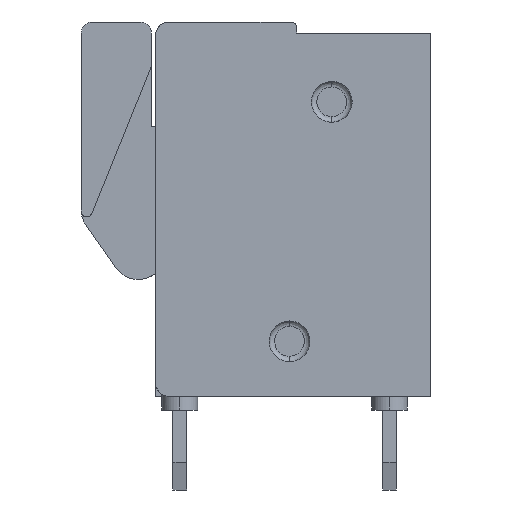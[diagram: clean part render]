
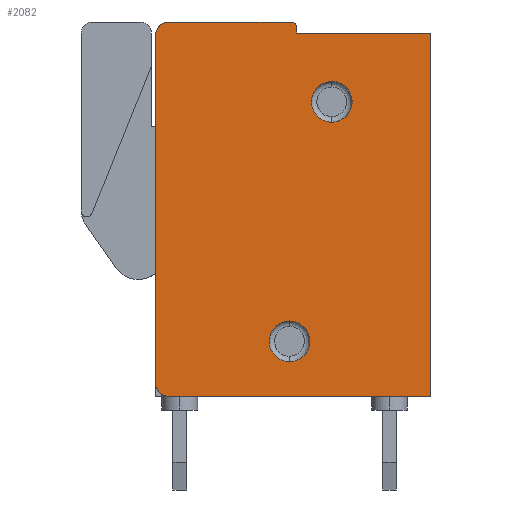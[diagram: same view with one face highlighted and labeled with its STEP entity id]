
A CAD part, left-side view. The second image highlights one B-rep face of the part: STEP entity #2082.
In plain terms, the highlighted planar face has unit normal (-1, 0, 0).
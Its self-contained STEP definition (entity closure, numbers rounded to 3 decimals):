
#53=FACE_BOUND('',#2904,.T.);
#54=FACE_BOUND('',#2905,.T.);
#710=(
BOUNDED_CURVE()
B_SPLINE_CURVE(2,(#21456,#21457,#21458),.UNSPECIFIED.,.F.,.F.)
B_SPLINE_CURVE_WITH_KNOTS((3,3),(0.,0.785),.UNSPECIFIED.)
CURVE()
GEOMETRIC_REPRESENTATION_ITEM()
RATIONAL_B_SPLINE_CURVE((1.,0.707,1.))
REPRESENTATION_ITEM('')
);
#711=(
BOUNDED_CURVE()
B_SPLINE_CURVE(2,(#21465,#21466,#21467),.UNSPECIFIED.,.F.,.F.)
B_SPLINE_CURVE_WITH_KNOTS((3,3),(0.,0.314),.UNSPECIFIED.)
CURVE()
GEOMETRIC_REPRESENTATION_ITEM()
RATIONAL_B_SPLINE_CURVE((1.,0.707,1.))
REPRESENTATION_ITEM('')
);
#712=(
BOUNDED_CURVE()
B_SPLINE_CURVE(2,(#21470,#21471,#21472),.UNSPECIFIED.,.F.,.F.)
B_SPLINE_CURVE_WITH_KNOTS((3,3),(0.,0.785),.UNSPECIFIED.)
CURVE()
GEOMETRIC_REPRESENTATION_ITEM()
RATIONAL_B_SPLINE_CURVE((1.,0.707,1.))
REPRESENTATION_ITEM('')
);
#713=(
BOUNDED_CURVE()
B_SPLINE_CURVE(2,(#21477,#21478,#21479,#21480,#21481),.UNSPECIFIED.,.F.,
 .F.)
B_SPLINE_CURVE_WITH_KNOTS((3,2,3),(-2.325,-1.162,0.),
 .UNSPECIFIED.)
CURVE()
GEOMETRIC_REPRESENTATION_ITEM()
RATIONAL_B_SPLINE_CURVE((1.,0.707,1.,0.707,1.))
REPRESENTATION_ITEM('')
);
#714=(
BOUNDED_CURVE()
B_SPLINE_CURVE(2,(#21482,#21483,#21484,#21485,#21486),.UNSPECIFIED.,.F.,
 .F.)
B_SPLINE_CURVE_WITH_KNOTS((3,2,3),(-2.325,-1.162,0.),
 .UNSPECIFIED.)
CURVE()
GEOMETRIC_REPRESENTATION_ITEM()
RATIONAL_B_SPLINE_CURVE((1.,0.707,1.,0.707,1.))
REPRESENTATION_ITEM('')
);
#715=(
BOUNDED_CURVE()
B_SPLINE_CURVE(2,(#21487,#21488,#21489,#21490,#21491),.UNSPECIFIED.,.F.,
 .F.)
B_SPLINE_CURVE_WITH_KNOTS((3,2,3),(-2.325,-1.162,0.),
 .UNSPECIFIED.)
CURVE()
GEOMETRIC_REPRESENTATION_ITEM()
RATIONAL_B_SPLINE_CURVE((1.,0.707,1.,0.707,1.))
REPRESENTATION_ITEM('')
);
#716=(
BOUNDED_CURVE()
B_SPLINE_CURVE(2,(#21492,#21493,#21494,#21495,#21496),.UNSPECIFIED.,.F.,
 .F.)
B_SPLINE_CURVE_WITH_KNOTS((3,2,3),(-2.325,-1.162,0.),
 .UNSPECIFIED.)
CURVE()
GEOMETRIC_REPRESENTATION_ITEM()
RATIONAL_B_SPLINE_CURVE((1.,0.707,1.,0.707,1.))
REPRESENTATION_ITEM('')
);
#2082=ADVANCED_FACE('',(#2472,#53,#54),#10282,.T.);
#2472=FACE_OUTER_BOUND('',#2903,.T.);
#2903=EDGE_LOOP('',(#4749,#4750,#4751,#4752,#4753,#4754,#4755,#4756,#4757));
#2904=EDGE_LOOP('',(#4758,#4759));
#2905=EDGE_LOOP('',(#4760,#4761));
#4749=ORIENTED_EDGE('',*,*,#6720,.F.);
#4750=ORIENTED_EDGE('',*,*,#6721,.F.);
#4751=ORIENTED_EDGE('',*,*,#6722,.F.);
#4752=ORIENTED_EDGE('',*,*,#6715,.F.);
#4753=ORIENTED_EDGE('',*,*,#6723,.F.);
#4754=ORIENTED_EDGE('',*,*,#6716,.F.);
#4755=ORIENTED_EDGE('',*,*,#6717,.F.);
#4756=ORIENTED_EDGE('',*,*,#6718,.F.);
#4757=ORIENTED_EDGE('',*,*,#6719,.F.);
#4758=ORIENTED_EDGE('',*,*,#6724,.F.);
#4759=ORIENTED_EDGE('',*,*,#6727,.F.);
#4760=ORIENTED_EDGE('',*,*,#6725,.F.);
#4761=ORIENTED_EDGE('',*,*,#6726,.F.);
#6715=EDGE_CURVE('',#9905,#9906,#710,.T.);
#6716=EDGE_CURVE('',#9907,#9908,#8027,.T.);
#6717=EDGE_CURVE('',#9909,#9907,#8028,.T.);
#6718=EDGE_CURVE('',#9910,#9909,#8029,.T.);
#6719=EDGE_CURVE('',#9911,#9910,#711,.T.);
#6720=EDGE_CURVE('',#9912,#9911,#8030,.T.);
#6721=EDGE_CURVE('',#9913,#9912,#712,.T.);
#6722=EDGE_CURVE('',#9906,#9913,#8031,.T.);
#6723=EDGE_CURVE('',#9908,#9905,#8032,.T.);
#6724=EDGE_CURVE('',#9914,#9915,#713,.T.);
#6725=EDGE_CURVE('',#9916,#9917,#714,.T.);
#6726=EDGE_CURVE('',#9917,#9916,#715,.T.);
#6727=EDGE_CURVE('',#9915,#9914,#716,.T.);
#8027=B_SPLINE_CURVE_WITH_KNOTS('',1,(#21459,#21460),.UNSPECIFIED.,.F.,.F.,
(2,2),(-13.2,0.),.UNSPECIFIED.);
#8028=B_SPLINE_CURVE_WITH_KNOTS('',1,(#21461,#21462),.UNSPECIFIED.,.F.,.F.,
(2,2),(-4.87,0.),.UNSPECIFIED.);
#8029=B_SPLINE_CURVE_WITH_KNOTS('',1,(#21463,#21464),.UNSPECIFIED.,.F.,.F.,
(2,2),(-0.2,0.),.UNSPECIFIED.);
#8030=B_SPLINE_CURVE_WITH_KNOTS('',1,(#21468,#21469),.UNSPECIFIED.,.F.,.F.,
(2,2),(-4.43,0.),.UNSPECIFIED.);
#8031=B_SPLINE_CURVE_WITH_KNOTS('',1,(#21473,#21474),.UNSPECIFIED.,.F.,.F.,
(2,2),(-12.6,0.),.UNSPECIFIED.);
#8032=B_SPLINE_CURVE_WITH_KNOTS('',1,(#21475,#21476),.UNSPECIFIED.,.F.,.F.,
(2,2),(-9.5,0.),.UNSPECIFIED.);
#9905=VERTEX_POINT('',#21443);
#9906=VERTEX_POINT('',#21444);
#9907=VERTEX_POINT('',#21445);
#9908=VERTEX_POINT('',#21446);
#9909=VERTEX_POINT('',#21447);
#9910=VERTEX_POINT('',#21448);
#9911=VERTEX_POINT('',#21449);
#9912=VERTEX_POINT('',#21450);
#9913=VERTEX_POINT('',#21451);
#9914=VERTEX_POINT('',#21452);
#9915=VERTEX_POINT('',#21453);
#9916=VERTEX_POINT('',#21454);
#9917=VERTEX_POINT('',#21455);
#10282=PLANE('',#10577);
#10577=AXIS2_PLACEMENT_3D('',#21442,#10788,$);
#10788=DIRECTION('',(-1.,0.,0.));
#21442=CARTESIAN_POINT('',(0.,-1.001,14.96));
#21443=CARTESIAN_POINT('',(0.,9.5,-0.001));
#21444=CARTESIAN_POINT('',(0.,10.,0.499));
#21445=CARTESIAN_POINT('',(0.,0.,13.199));
#21446=CARTESIAN_POINT('',(0.,0.,-0.001));
#21447=CARTESIAN_POINT('',(0.,4.87,13.199));
#21448=CARTESIAN_POINT('',(0.,4.87,13.399));
#21449=CARTESIAN_POINT('',(0.,5.07,13.599));
#21450=CARTESIAN_POINT('',(0.,9.5,13.599));
#21451=CARTESIAN_POINT('',(0.,10.,13.099));
#21452=CARTESIAN_POINT('',(0.,5.13,2.739));
#21453=CARTESIAN_POINT('',(0.,5.13,1.259));
#21454=CARTESIAN_POINT('',(0.,3.6,11.439));
#21455=CARTESIAN_POINT('',(0.,3.6,9.959));
#21456=CARTESIAN_POINT('',(0.,9.5,-0.001));
#21457=CARTESIAN_POINT('',(0.,10.,-0.001));
#21458=CARTESIAN_POINT('',(0.,10.,0.499));
#21459=CARTESIAN_POINT('',(0.,0.,13.199));
#21460=CARTESIAN_POINT('',(0.,0.,-0.001));
#21461=CARTESIAN_POINT('',(0.,4.87,13.199));
#21462=CARTESIAN_POINT('',(0.,0.,13.199));
#21463=CARTESIAN_POINT('',(0.,4.87,13.399));
#21464=CARTESIAN_POINT('',(0.,4.87,13.199));
#21465=CARTESIAN_POINT('',(0.,5.07,13.599));
#21466=CARTESIAN_POINT('',(0.,4.87,13.599));
#21467=CARTESIAN_POINT('',(0.,4.87,13.399));
#21468=CARTESIAN_POINT('',(0.,9.5,13.599));
#21469=CARTESIAN_POINT('',(0.,5.07,13.599));
#21470=CARTESIAN_POINT('',(0.,10.,13.099));
#21471=CARTESIAN_POINT('',(0.,10.,13.599));
#21472=CARTESIAN_POINT('',(0.,9.5,13.599));
#21473=CARTESIAN_POINT('',(0.,10.,0.499));
#21474=CARTESIAN_POINT('',(0.,10.,13.099));
#21475=CARTESIAN_POINT('',(0.,0.,-0.001));
#21476=CARTESIAN_POINT('',(0.,9.5,-0.001));
#21477=CARTESIAN_POINT('',(0.,5.13,2.739));
#21478=CARTESIAN_POINT('',(0.,5.87,2.739));
#21479=CARTESIAN_POINT('',(0.,5.87,1.999));
#21480=CARTESIAN_POINT('',(0.,5.87,1.259));
#21481=CARTESIAN_POINT('',(0.,5.13,1.259));
#21482=CARTESIAN_POINT('',(0.,3.6,11.439));
#21483=CARTESIAN_POINT('',(0.,4.34,11.439));
#21484=CARTESIAN_POINT('',(0.,4.34,10.699));
#21485=CARTESIAN_POINT('',(0.,4.34,9.959));
#21486=CARTESIAN_POINT('',(0.,3.6,9.959));
#21487=CARTESIAN_POINT('',(0.,3.6,9.959));
#21488=CARTESIAN_POINT('',(0.,2.86,9.959));
#21489=CARTESIAN_POINT('',(0.,2.86,10.699));
#21490=CARTESIAN_POINT('',(0.,2.86,11.439));
#21491=CARTESIAN_POINT('',(0.,3.6,11.439));
#21492=CARTESIAN_POINT('',(0.,5.13,1.259));
#21493=CARTESIAN_POINT('',(0.,4.39,1.259));
#21494=CARTESIAN_POINT('',(0.,4.39,1.999));
#21495=CARTESIAN_POINT('',(0.,4.39,2.739));
#21496=CARTESIAN_POINT('',(0.,5.13,2.739));
